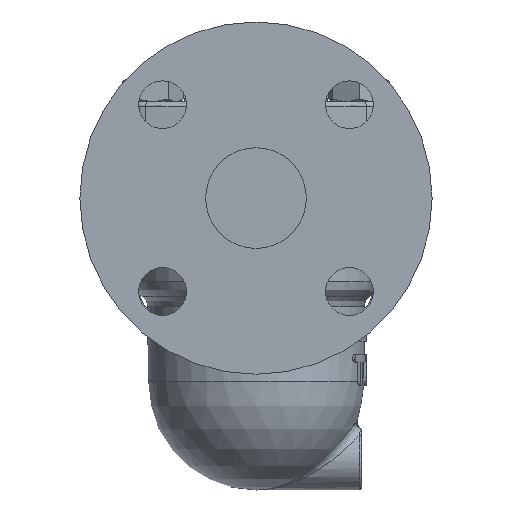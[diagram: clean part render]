
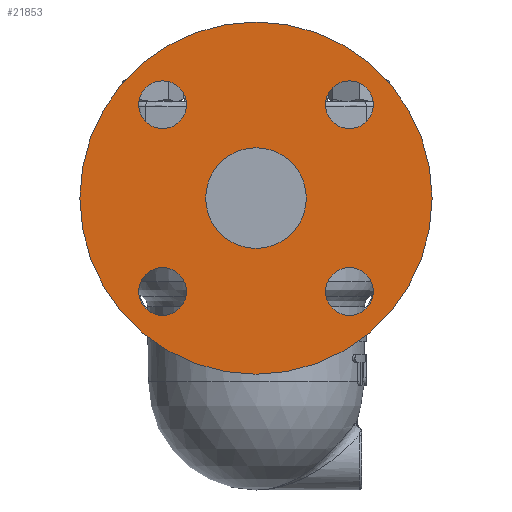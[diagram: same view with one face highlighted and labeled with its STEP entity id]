
A CAD part, left-side view. The second image highlights one B-rep face of the part: STEP entity #21853.
In plain terms, the highlighted planar face has unit normal (-1, 0, 0).
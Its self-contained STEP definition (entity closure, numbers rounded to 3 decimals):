
#20629=CARTESIAN_POINT('',(-120.0,0.,12.));
#20630=VERTEX_POINT('',#20629);
#20631=CARTESIAN_POINT('',(-120.0,0.0,-8.));
#20632=DIRECTION('',(1.0,0.0,0.0));
#20633=DIRECTION('',(0.0,0.0,-1.0));
#20634=AXIS2_PLACEMENT_3D('',#20631,#20632,#20633);
#20635=CIRCLE('',#20634,20.0);
#20636=EDGE_CURVE('',#20630,#20630,#20635,.T.);
#20784=CARTESIAN_POINT('',(-120.0,0.,62.0));
#20785=VERTEX_POINT('',#20784);
#20786=CARTESIAN_POINT('',(-120.0,0.0,-8.));
#20787=DIRECTION('',(1.0,0.0,0.0));
#20788=DIRECTION('',(0.0,0.0,-1.0));
#20789=AXIS2_PLACEMENT_3D('',#20786,#20787,#20788);
#20790=CIRCLE('',#20789,70.0);
#20791=EDGE_CURVE('',#20785,#20785,#20790,.T.);
#20828=CARTESIAN_POINT('',(-120.0,46.623,29.123));
#20829=VERTEX_POINT('',#20828);
#20830=CARTESIAN_POINT('',(-120.0,37.123,29.123));
#20831=DIRECTION('',(1.0,0.0,0.0));
#20832=DIRECTION('',(0.0,1.0,0.0));
#20833=AXIS2_PLACEMENT_3D('',#20830,#20831,#20832);
#20834=CIRCLE('',#20833,9.5);
#20835=EDGE_CURVE('',#20829,#20829,#20834,.T.);
#20869=CARTESIAN_POINT('',(-120.0,37.123,-54.623));
#20870=VERTEX_POINT('',#20869);
#20871=CARTESIAN_POINT('',(-120.0,37.123,-45.123));
#20872=DIRECTION('',(1.0,0.0,0.0));
#20873=DIRECTION('',(0.0,0.0,-1.0));
#20874=AXIS2_PLACEMENT_3D('',#20871,#20872,#20873);
#20875=CIRCLE('',#20874,9.5);
#20876=EDGE_CURVE('',#20870,#20870,#20875,.T.);
#20910=CARTESIAN_POINT('',(-120.0,-46.623,-45.123));
#20911=VERTEX_POINT('',#20910);
#20912=CARTESIAN_POINT('',(-120.0,-37.123,-45.123));
#20913=DIRECTION('',(1.0,0.0,0.0));
#20914=DIRECTION('',(0.0,-1.0,0.0));
#20915=AXIS2_PLACEMENT_3D('',#20912,#20913,#20914);
#20916=CIRCLE('',#20915,9.5);
#20917=EDGE_CURVE('',#20911,#20911,#20916,.T.);
#20951=CARTESIAN_POINT('',(-120.0,-37.123,38.623));
#20952=VERTEX_POINT('',#20951);
#20953=CARTESIAN_POINT('',(-120.0,-37.123,29.123));
#20954=DIRECTION('',(1.0,0.0,0.0));
#20955=DIRECTION('',(0.0,0.0,1.0));
#20956=AXIS2_PLACEMENT_3D('',#20953,#20954,#20955);
#20957=CIRCLE('',#20956,9.5);
#20958=EDGE_CURVE('',#20952,#20952,#20957,.T.);
#21830=CARTESIAN_POINT('',(-120.0,0.0,-8.));
#21831=DIRECTION('',(1.0,0.0,0.0));
#21832=DIRECTION('',(0.0,0.0,-1.0));
#21833=AXIS2_PLACEMENT_3D('',#21830,#21831,#21832);
#21834=PLANE('',#21833);
#21835=ORIENTED_EDGE('',*,*,#20791,.F.);
#21836=EDGE_LOOP('',(#21835));
#21837=FACE_OUTER_BOUND('',#21836,.T.);
#21838=ORIENTED_EDGE('',*,*,#20636,.T.);
#21839=EDGE_LOOP('',(#21838));
#21840=FACE_BOUND('',#21839,.T.);
#21841=ORIENTED_EDGE('',*,*,#20835,.T.);
#21842=EDGE_LOOP('',(#21841));
#21843=FACE_BOUND('',#21842,.T.);
#21844=ORIENTED_EDGE('',*,*,#20876,.T.);
#21845=EDGE_LOOP('',(#21844));
#21846=FACE_BOUND('',#21845,.T.);
#21847=ORIENTED_EDGE('',*,*,#20917,.T.);
#21848=EDGE_LOOP('',(#21847));
#21849=FACE_BOUND('',#21848,.T.);
#21850=ORIENTED_EDGE('',*,*,#20958,.T.);
#21851=EDGE_LOOP('',(#21850));
#21852=FACE_BOUND('',#21851,.T.);
#21853=ADVANCED_FACE('',(#21837,#21840,#21843,#21846,#21849,#21852),#21834,.F.);
